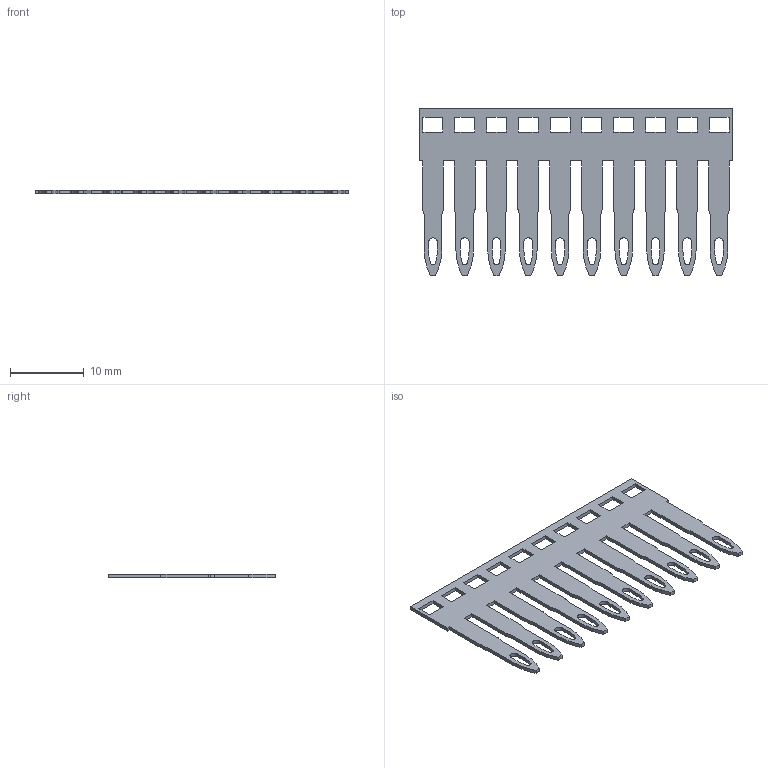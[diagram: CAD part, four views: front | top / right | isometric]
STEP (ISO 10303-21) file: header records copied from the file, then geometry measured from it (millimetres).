
FILE_DESCRIPTION((''),'2;1');
FILE_NAME('PTC0110_ASM','2022-09-23T07:40:41',('klemen.sitar'),('Audax d.o.o.'),'CREO PARAMETRIC BY PTC INC, 2021304','CREO PARAMETRIC BY PTC INC, 2021304','');
FILE_SCHEMA(('AP242_MANAGED_MODEL_BASED_3D_ENGINEERING_MIM_LF { 1 0 10303 442 1 1 4 }'));
Length unit declared in the file: millimetre
Products named in the file (2): PTC0110-83520; PTC0110_ASM
Assembly tree (1 placements, depth 2):
  PTC0110_ASM
    PTC0110-83520
Bounding box: 42.4 x 22.6 x 0.5 mm (x, y, z)
Volume: 294.7 mm3; surface area: 1463.4 mm2
Topology: 1 solids, 1 shells, 246 faces, 732 edges, 488 vertices
Faces by surface type: plane 156, cylinder 90
Entity records: 12450 total; most frequent: CARTESIAN_POINT 1474, ORIENTED_EDGE 1464, DIRECTION 1412, PRESENTATION_STYLE_ASSIGNMENT 981, STYLED_ITEM 981, CURVE_STYLE 734, EDGE_CURVE 732, VECTOR 552
